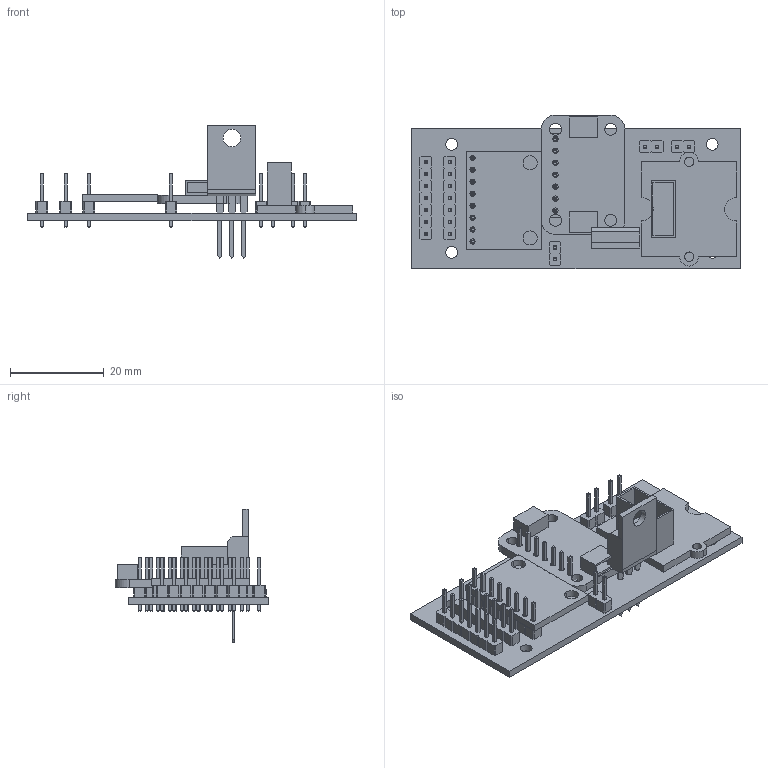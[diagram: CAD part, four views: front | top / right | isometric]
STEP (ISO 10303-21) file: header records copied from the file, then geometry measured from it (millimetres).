
FILE_DESCRIPTION(('KiCad electronic assembly'),'2;1');
FILE_NAME('Piso_1.step','2023-10-21T20:38:27',('Pcbnew'),('Kicad'), 'Open CASCADE STEP processor 7.7','KiCad to STEP converter','Unknown' );
FILE_SCHEMA(('AUTOMOTIVE_DESIGN { 1 0 10303 214 1 1 1 1 }'));
Length unit declared in the file: millimetre
Products named in the file (16): Piso_1 1; PinHeader_1x02_P2.54mm_Vertical; SOLID; TO-220-3_Vertical; PinHeader_1x07_P2.54mm_Vertical; adafruit_bmp280_placa; PinHeader_1x08_P2.54mm_Vertical; mpu_placa; BMM150; Piso_1 PCB
Assembly tree (19 placements, depth 3):
  Piso_1 1
    PinHeader_1x02_P2.54mm_Vertical  x3
      SOLID
    TO-220-3_Vertical
      SOLID
    PinHeader_1x07_P2.54mm_Vertical  x3
      SOLID
    adafruit_bmp280_placa
      SOLID
    PinHeader_1x08_P2.54mm_Vertical
      SOLID
    mpu_placa
      SOLID
    BMM150
      SOLID
    Piso_1 PCB
Bounding box: 70 x 32.74 x 28.52 mm (x, y, z)
Volume: 6508.8 mm3; surface area: 10737.3 mm2
Topology: 12 solids, 12 shells, 1072 faces, 2641 edges, 1666 vertices
Faces by surface type: plane 974, cylinder 98
Full cylindrical faces by diameter (mm): 1 x35, 1.1 x3, 2.5 x4, 3.735 x1
Entity records: 43032 total; most frequent: CARTESIAN_POINT 7115, DIRECTION 6082, LINE 4319, VECTOR 4319, ORIENTED_EDGE 3146, PCURVE 3146, DEFINITIONAL_REPRESENTATION 3146, EDGE_CURVE 1573
